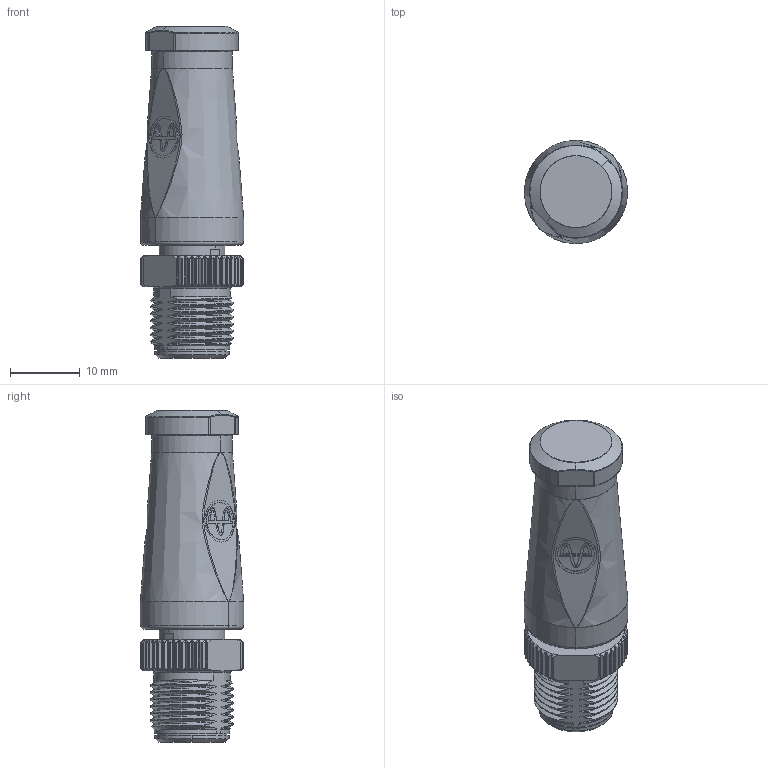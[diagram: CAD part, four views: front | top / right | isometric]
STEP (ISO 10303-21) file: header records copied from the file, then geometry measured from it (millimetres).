
FILE_DESCRIPTION (( 'STEP AP214' ), '1' );
FILE_NAME ('Customer-P2096A0110-M12MS-5AF-Yamaichi.STEP', '2020-09-30T14:09:34', ( '' ), ( '' ), 'SwSTEP 2.0', 'SolidWorks 2018', '' );
FILE_SCHEMA (( 'AUTOMOTIVE_DESIGN' ));
Length unit declared in the file: millimetre
Products named in the file (1): Customer-P2096A0110-M12MS-5AF-Yamaichi
Bounding box: 14.75 x 14.75 x 47.5 mm (x, y, z)
Volume: 5593.6 mm3; surface area: 2897 mm2
Topology: 1 solids, 1 shells, 970 faces, 2238 edges, 1240 vertices
Faces by surface type: bspline 314, cylinder 235, sphere 183, plane 116, torus 105, cone 17
Entity records: 57663 total; most frequent: CARTESIAN_POINT 35195, ORIENTED_EDGE 4356, DIRECTION 3761, EDGE_CURVE 2178, AXIS2_PLACEMENT_3D 1656, VERTEX_POINT 1235, CIRCLE 999, EDGE_LOOP 995
